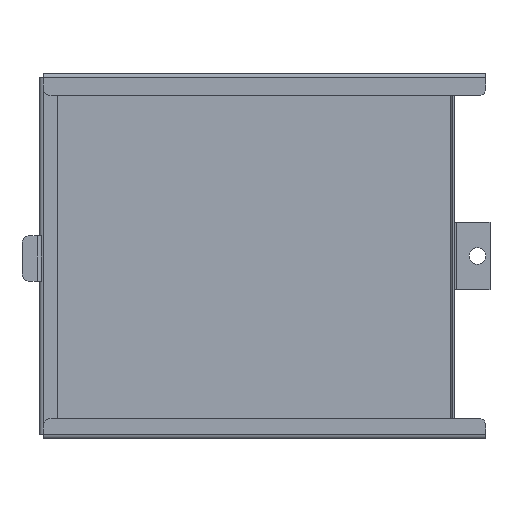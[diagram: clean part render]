
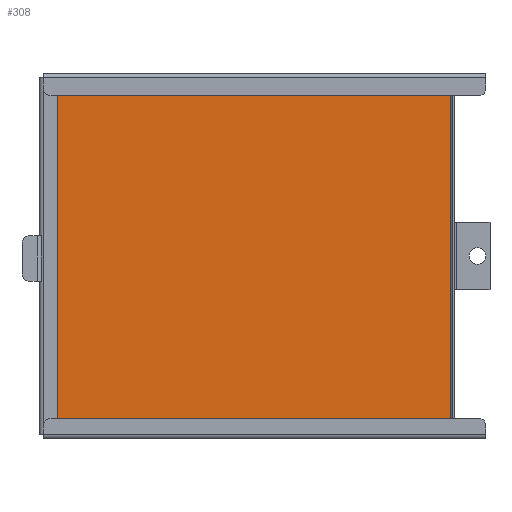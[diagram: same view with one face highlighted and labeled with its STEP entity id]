
A CAD part, front view. The second image highlights one B-rep face of the part: STEP entity #308.
In plain terms, the highlighted planar face has unit normal (0, -1, 0).
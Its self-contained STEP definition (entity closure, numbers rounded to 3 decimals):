
#200 = VERTEX_POINT ( 'NONE', #951 ) ;
#203 = VERTEX_POINT ( 'NONE', #995 ) ;
#294 = EDGE_CURVE ( 'NONE', #306, #311, #1256, .T. ) ;
#300 = ORIENTED_EDGE ( 'NONE', *, *, #301, .F. ) ;
#301 = EDGE_CURVE ( 'NONE', #200, #203, #1289, .T. ) ;
#302 = ORIENTED_EDGE ( 'NONE', *, *, #309, .F. ) ;
#306 = VERTEX_POINT ( 'NONE', #1281 ) ;
#308 = ADVANCED_FACE ( 'NONE', ( #1274 ), #1314, .T. ) ;
#309 = EDGE_CURVE ( 'NONE', #203, #311, #1313, .T. ) ;
#311 = VERTEX_POINT ( 'NONE', #1305 ) ;
#364 = ORIENTED_EDGE ( 'NONE', *, *, #372, .T. ) ;
#365 = EDGE_LOOP ( 'NONE', ( #302, #300, #364, #373 ) ) ;
#372 = EDGE_CURVE ( 'NONE', #200, #306, #1503, .T. ) ;
#373 = ORIENTED_EDGE ( 'NONE', *, *, #294, .T. ) ;
#951 = CARTESIAN_POINT ( 'NONE',  ( -87.6, 28.7, 70.6 ) ) ;
#995 = CARTESIAN_POINT ( 'NONE',  ( 73.2, 28.7, 70.6 ) ) ;
#1253 = DIRECTION ( 'NONE',  ( 1., 0., 0. ) ) ;
#1254 = VECTOR ( 'NONE', #1253, 1000. ) ;
#1255 = CARTESIAN_POINT ( 'NONE',  ( -87.6, 28.7, -70.6 ) ) ;
#1256 = LINE ( 'NONE', #1255, #1254 ) ;
#1274 = FACE_OUTER_BOUND ( 'NONE', #365, .T. ) ;
#1281 = CARTESIAN_POINT ( 'NONE',  ( -87.6, 28.7, -70.6 ) ) ;
#1286 = DIRECTION ( 'NONE',  ( 1., 0., 0. ) ) ;
#1287 = VECTOR ( 'NONE', #1286, 1000. ) ;
#1288 = CARTESIAN_POINT ( 'NONE',  ( -87.6, 28.7, 70.6 ) ) ;
#1289 = LINE ( 'NONE', #1288, #1287 ) ;
#1305 = CARTESIAN_POINT ( 'NONE',  ( 73.2, 28.7, -70.6 ) ) ;
#1306 = DIRECTION ( 'NONE',  ( 0., 0., -1. ) ) ;
#1307 = VECTOR ( 'NONE', #1306, 1000. ) ;
#1308 = CARTESIAN_POINT ( 'NONE',  ( 73.2, 28.7, 70.6 ) ) ;
#1309 = DIRECTION ( 'NONE',  ( 0., 0., -1. ) ) ;
#1310 = DIRECTION ( 'NONE',  ( 0., -1., 0. ) ) ;
#1311 = CARTESIAN_POINT ( 'NONE',  ( -87.6, 28.7, 70.6 ) ) ;
#1312 = AXIS2_PLACEMENT_3D ( 'NONE', #1311, #1310, #1309 ) ;
#1313 = LINE ( 'NONE', #1308, #1307 ) ;
#1314 = PLANE ( 'NONE',  #1312 ) ;
#1497 = DIRECTION ( 'NONE',  ( 0., 0., -1. ) ) ;
#1498 = VECTOR ( 'NONE', #1497, 1000. ) ;
#1499 = CARTESIAN_POINT ( 'NONE',  ( -87.6, 28.7, 70.6 ) ) ;
#1503 = LINE ( 'NONE', #1499, #1498 ) ;
